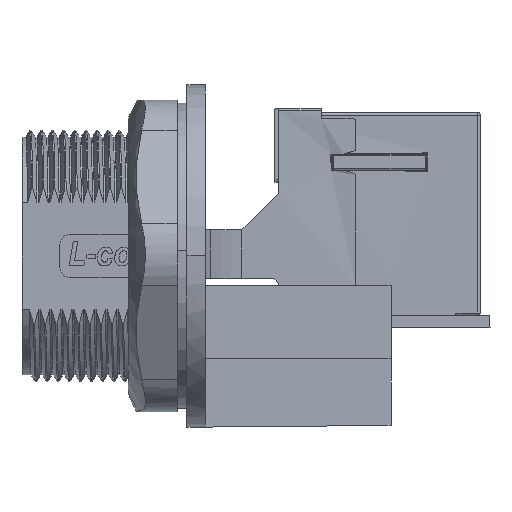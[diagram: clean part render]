
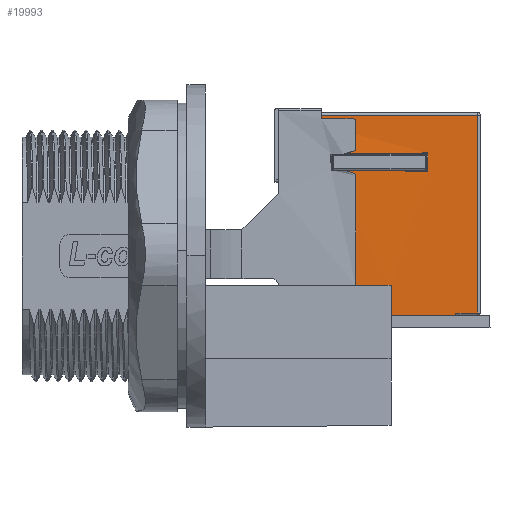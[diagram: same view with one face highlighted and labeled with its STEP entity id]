
A CAD part, front view. The second image highlights one B-rep face of the part: STEP entity #19993.
In plain terms, the highlighted planar face has unit normal (0, -1, 0).
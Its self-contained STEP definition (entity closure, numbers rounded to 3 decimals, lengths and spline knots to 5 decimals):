
#438 = VERTEX_POINT ( 'NONE', #40660 ) ;
#445 = EDGE_CURVE ( 'NONE', #449, #438, #40706, .T. ) ;
#449 = VERTEX_POINT ( 'NONE', #40661 ) ;
#531 = VERTEX_POINT ( 'NONE', #41105 ) ;
#850 = EDGE_CURVE ( 'NONE', #449, #531, #4891, .T. ) ;
#4880 = DIRECTION ( 'NONE',  ( 0., 0., 1. ) ) ;
#4881 = VECTOR ( 'NONE', #4880, 39.37008 ) ;
#4890 = CARTESIAN_POINT ( 'NONE',  ( 1.77839, 0.31869, -0.19154 ) ) ;
#4891 = LINE ( 'NONE', #4890, #4881 ) ;
#10590 = DIRECTION ( 'NONE',  ( -1., 0., 0. ) ) ;
#11481 = DIRECTION ( 'NONE',  ( -1., 0., 0. ) ) ;
#11482 = VECTOR ( 'NONE', #11481, 39.37008 ) ;
#11484 = AXIS2_PLACEMENT_3D ( 'NONE', #11527, #11526, #11525 ) ;
#11488 = LINE ( 'NONE', #11504, #11482 ) ;
#11491 = FACE_BOUND ( 'NONE', #21541, .T. ) ;
#11496 = CARTESIAN_POINT ( 'NONE',  ( 2.05798, 0.31874, 0.45413 ) ) ;
#11504 = CARTESIAN_POINT ( 'NONE',  ( 1.74105, 0.31874, 0.45413 ) ) ;
#11506 = PLANE ( 'NONE',  #11484 ) ;
#11517 = LINE ( 'NONE', #11558, #11557 ) ;
#11518 = CARTESIAN_POINT ( 'NONE',  ( 1.42412, 0.31874, 0.45413 ) ) ;
#11525 = DIRECTION ( 'NONE',  ( -1., 0., 0. ) ) ;
#11526 = DIRECTION ( 'NONE',  ( 0., -1., 0. ) ) ;
#11527 = CARTESIAN_POINT ( 'NONE',  ( 2.05916, 0.31874, 0.45531 ) ) ;
#11531 = CARTESIAN_POINT ( 'NONE',  ( 1.42412, 0.3187, -0.09494 ) ) ;
#11538 = FACE_OUTER_BOUND ( 'NONE', #20249, .T. ) ;
#11544 = LINE ( 'NONE', #11548, #11547 ) ;
#11546 = DIRECTION ( 'NONE',  ( 0., 0., 1. ) ) ;
#11547 = VECTOR ( 'NONE', #11546, 39.37008 ) ;
#11548 = CARTESIAN_POINT ( 'NONE',  ( 2.05798, 0.31872, 0.1313 ) ) ;
#11551 = CARTESIAN_POINT ( 'NONE',  ( 1.98711, 0.31869, -0.18366 ) ) ;
#11556 = DIRECTION ( 'NONE',  ( 0., 0., 1. ) ) ;
#11557 = VECTOR ( 'NONE', #11556, 39.37008 ) ;
#11558 = CARTESIAN_POINT ( 'NONE',  ( 1.58554, 0.31874, 0.45531 ) ) ;
#11572 = LINE ( 'NONE', #11576, #11575 ) ;
#11575 = VECTOR ( 'NONE', #10590, 39.37008 ) ;
#11576 = CARTESIAN_POINT ( 'NONE',  ( 1.74105, 0.31873, 0.27303 ) ) ;
#11578 = DIRECTION ( 'NONE',  ( -1., 0., 0. ) ) ;
#11579 = VECTOR ( 'NONE', #11578, 39.37008 ) ;
#11580 = CARTESIAN_POINT ( 'NONE',  ( 1.77957, 0.3187, -0.09494 ) ) ;
#11588 = LINE ( 'NONE', #11580, #11579 ) ;
#11591 = DIRECTION ( 'NONE',  ( 0., 0., -1. ) ) ;
#11592 = VECTOR ( 'NONE', #11591, 39.37008 ) ;
#11593 = CARTESIAN_POINT ( 'NONE',  ( 1.42412, 0.31872, 0.1313 ) ) ;
#11594 = LINE ( 'NONE', #11593, #11592 ) ;
#11615 = DIRECTION ( 'NONE',  ( 0., 0., -1. ) ) ;
#11616 = VECTOR ( 'NONE', #11615, 39.37008 ) ;
#11617 = CARTESIAN_POINT ( 'NONE',  ( 1.89656, 0.31872, 0.1313 ) ) ;
#11619 = LINE ( 'NONE', #11617, #11616 ) ;
#11623 = CARTESIAN_POINT ( 'NONE',  ( 1.58517, 0.31227, 0.27671 ) ) ;
#11627 = CARTESIAN_POINT ( 'NONE',  ( 1.89656, 0.31875, 0.27303 ) ) ;
#11638 = CARTESIAN_POINT ( 'NONE',  ( 1.89656, 0.31875, 0.33208 ) ) ;
#11648 = CARTESIAN_POINT ( 'NONE',  ( 1.58491, 0.31207, 0.32837 ) ) ;
#11650 = VECTOR ( 'NONE', #11657, 39.37008 ) ;
#11656 = CARTESIAN_POINT ( 'NONE',  ( 2.05798, 0.31869, -0.18366 ) ) ;
#11657 = DIRECTION ( 'NONE',  ( 1., 0., 0. ) ) ;
#11658 = CARTESIAN_POINT ( 'NONE',  ( 1.74105, 0.31869, -0.18366 ) ) ;
#11659 = LINE ( 'NONE', #11658, #11650 ) ;
#11686 = DIRECTION ( 'NONE',  ( 0., 0., 1. ) ) ;
#11687 = VECTOR ( 'NONE', #11686, 39.37008 ) ;
#11688 = CARTESIAN_POINT ( 'NONE',  ( 1.98711, 0.31872, 0.1313 ) ) ;
#11693 = LINE ( 'NONE', #11688, #11687 ) ;
#12997 = CARTESIAN_POINT ( 'NONE',  ( 1.74105, 0.31873, 0.33208 ) ) ;
#12998 = LINE ( 'NONE', #12997, #13035 ) ;
#13034 = DIRECTION ( 'NONE',  ( 1., 0., 0. ) ) ;
#13035 = VECTOR ( 'NONE', #13034, 39.37008 ) ;
#19812 = EDGE_CURVE ( 'NONE', #19882, #20284, #11488, .T. ) ;
#19833 = ORIENTED_EDGE ( 'NONE', *, *, #20374, .T. ) ;
#19865 = ORIENTED_EDGE ( 'NONE', *, *, #20829, .T. ) ;
#19867 = ORIENTED_EDGE ( 'NONE', *, *, #20537, .T. ) ;
#19882 = VERTEX_POINT ( 'NONE', #11496 ) ;
#19917 = VERTEX_POINT ( 'NONE', #11531 ) ;
#19993 = ADVANCED_FACE ( 'NONE', ( #11491, #11538 ), #11506, .T. ) ;
#20210 = ORIENTED_EDGE ( 'NONE', *, *, #19812, .T. ) ;
#20236 = EDGE_CURVE ( 'NONE', #20740, #20843, #11517, .T. ) ;
#20249 = EDGE_LOOP ( 'NONE', ( #20351, #20567, #20549, #20311, #19865, #19867, #20210, #19833 ) ) ;
#20284 = VERTEX_POINT ( 'NONE', #11518 ) ;
#20311 = ORIENTED_EDGE ( 'NONE', *, *, #20848, .T. ) ;
#20351 = ORIENTED_EDGE ( 'NONE', *, *, #20630, .F. ) ;
#20374 = EDGE_CURVE ( 'NONE', #20284, #19917, #11594, .T. ) ;
#20389 = VERTEX_POINT ( 'NONE', #11551 ) ;
#20537 = EDGE_CURVE ( 'NONE', #20836, #19882, #11544, .T. ) ;
#20549 = ORIENTED_EDGE ( 'NONE', *, *, #445, .T. ) ;
#20567 = ORIENTED_EDGE ( 'NONE', *, *, #850, .F. ) ;
#20630 = EDGE_CURVE ( 'NONE', #531, #19917, #11588, .T. ) ;
#20631 = EDGE_CURVE ( 'NONE', #20639, #20740, #11572, .T. ) ;
#20639 = VERTEX_POINT ( 'NONE', #11627 ) ;
#20701 = ORIENTED_EDGE ( 'NONE', *, *, #20236, .T. ) ;
#20708 = EDGE_CURVE ( 'NONE', #20842, #20639, #11619, .T. ) ;
#20740 = VERTEX_POINT ( 'NONE', #11623 ) ;
#20829 = EDGE_CURVE ( 'NONE', #20389, #20836, #11659, .T. ) ;
#20836 = VERTEX_POINT ( 'NONE', #11656 ) ;
#20840 = ORIENTED_EDGE ( 'NONE', *, *, #20631, .T. ) ;
#20842 = VERTEX_POINT ( 'NONE', #11638 ) ;
#20843 = VERTEX_POINT ( 'NONE', #11648 ) ;
#20848 = EDGE_CURVE ( 'NONE', #438, #20389, #11693, .T. ) ;
#20857 = ORIENTED_EDGE ( 'NONE', *, *, #20708, .T. ) ;
#21541 = EDGE_LOOP ( 'NONE', ( #21543, #20857, #20840, #20701 ) ) ;
#21543 = ORIENTED_EDGE ( 'NONE', *, *, #21544, .T. ) ;
#21544 = EDGE_CURVE ( 'NONE', #20843, #20842, #12998, .T. ) ;
#40660 = CARTESIAN_POINT ( 'NONE',  ( 1.98711, 0.31869, -0.19154 ) ) ;
#40661 = CARTESIAN_POINT ( 'NONE',  ( 1.77839, 0.31869, -0.19154 ) ) ;
#40703 = DIRECTION ( 'NONE',  ( 1., 0., 0. ) ) ;
#40704 = VECTOR ( 'NONE', #40703, 39.37008 ) ;
#40705 = CARTESIAN_POINT ( 'NONE',  ( 1.74105, 0.31869, -0.19154 ) ) ;
#40706 = LINE ( 'NONE', #40705, #40704 ) ;
#41105 = CARTESIAN_POINT ( 'NONE',  ( 1.77839, 0.3187, -0.09494 ) ) ;
